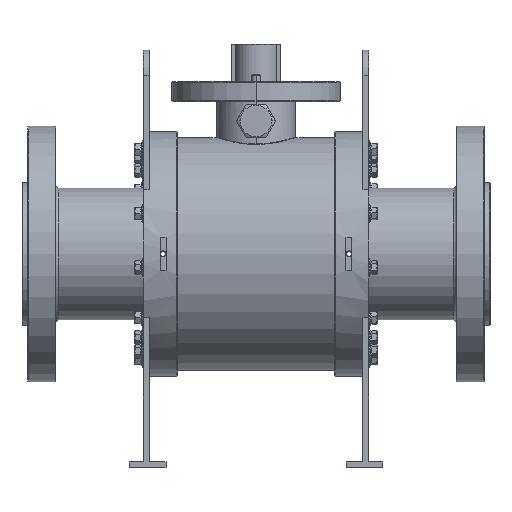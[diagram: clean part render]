
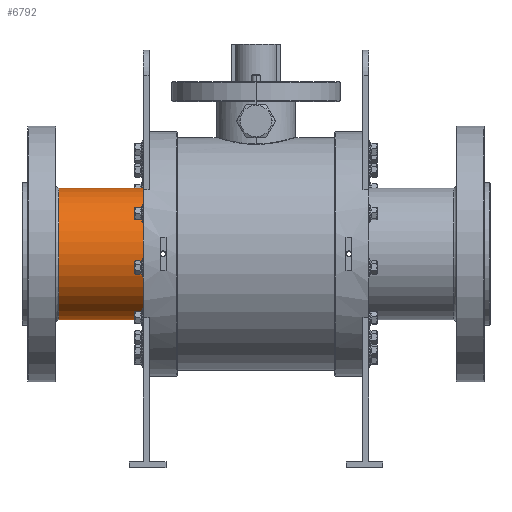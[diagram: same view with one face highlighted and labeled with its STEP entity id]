
A CAD part, top view. The second image highlights one B-rep face of the part: STEP entity #6792.
In plain terms, the highlighted cylindrical face has radius 117 mm (diameter 234 mm), a partial arc.
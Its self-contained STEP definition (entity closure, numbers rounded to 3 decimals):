
#3 = VERTEX_POINT ( 'NONE', #1846 ) ;
#111 = CIRCLE ( 'NONE', #13444, 117. ) ;
#302 = CARTESIAN_POINT ( 'NONE',  ( -200., -117., 0. ) ) ;
#708 = CARTESIAN_POINT ( 'NONE',  ( -416., 0., 0. ) ) ;
#849 = CYLINDRICAL_SURFACE ( 'NONE', #3546, 117. ) ;
#1314 = CARTESIAN_POINT ( 'NONE',  ( -416., 117., 0. ) ) ;
#1524 = VERTEX_POINT ( 'NONE', #5103 ) ;
#1844 = DIRECTION ( 'NONE',  ( 0., -1., 0. ) ) ;
#1846 = CARTESIAN_POINT ( 'NONE',  ( -351., -117., 0. ) ) ;
#2089 = DIRECTION ( 'NONE',  ( 0., 0., 1. ) ) ;
#3317 = VECTOR ( 'NONE', #11346, 1000. ) ;
#3546 = AXIS2_PLACEMENT_3D ( 'NONE', #708, #7310, #1844 ) ;
#3577 = DIRECTION ( 'NONE',  ( 0., -1., 0. ) ) ;
#3721 = CARTESIAN_POINT ( 'NONE',  ( -351., 117., 0. ) ) ;
#3927 = FACE_OUTER_BOUND ( 'NONE', #8560, .T. ) ;
#4247 = CARTESIAN_POINT ( 'NONE',  ( -416., -117., 0. ) ) ;
#4374 = CARTESIAN_POINT ( 'NONE',  ( -200., 0., 0. ) ) ;
#4442 = DIRECTION ( 'NONE',  ( -1., 0., 0. ) ) ;
#4747 = VERTEX_POINT ( 'NONE', #302 ) ;
#5103 = CARTESIAN_POINT ( 'NONE',  ( -200., 117., 0. ) ) ;
#5265 = LINE ( 'NONE', #4247, #3317 ) ;
#5513 = DIRECTION ( 'NONE',  ( -1., 0., 0. ) ) ;
#5546 = EDGE_CURVE ( 'NONE', #1524, #9511, #9622, .T. ) ;
#5716 = ORIENTED_EDGE ( 'NONE', *, *, #5546, .T. ) ;
#6467 = EDGE_CURVE ( 'NONE', #4747, #3, #5265, .T. ) ;
#6792 = ADVANCED_FACE ( 'NONE', ( #3927 ), #849, .T. ) ;
#7039 = ORIENTED_EDGE ( 'NONE', *, *, #6467, .F. ) ;
#7310 = DIRECTION ( 'NONE',  ( -1., 0., 0. ) ) ;
#8539 = AXIS2_PLACEMENT_3D ( 'NONE', #4374, #4442, #2089 ) ;
#8560 = EDGE_LOOP ( 'NONE', ( #9570, #5716, #13121, #7039 ) ) ;
#8833 = CARTESIAN_POINT ( 'NONE',  ( -351., 0., 0. ) ) ;
#9511 = VERTEX_POINT ( 'NONE', #3721 ) ;
#9570 = ORIENTED_EDGE ( 'NONE', *, *, #12061, .T. ) ;
#9622 = LINE ( 'NONE', #1314, #9807 ) ;
#9807 = VECTOR ( 'NONE', #5513, 1000. ) ;
#10994 = CIRCLE ( 'NONE', #8539, 117. ) ;
#11346 = DIRECTION ( 'NONE',  ( -1., 0., 0. ) ) ;
#12061 = EDGE_CURVE ( 'NONE', #4747, #1524, #10994, .T. ) ;
#12577 = EDGE_CURVE ( 'NONE', #9511, #3, #111, .T. ) ;
#13121 = ORIENTED_EDGE ( 'NONE', *, *, #12577, .T. ) ;
#13310 = DIRECTION ( 'NONE',  ( 1., 0., 0. ) ) ;
#13444 = AXIS2_PLACEMENT_3D ( 'NONE', #8833, #13310, #3577 ) ;
